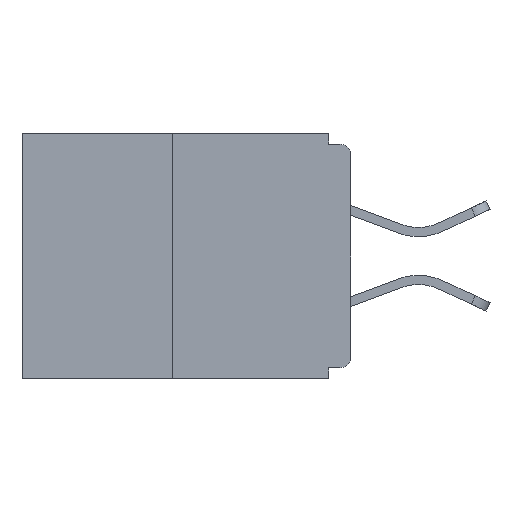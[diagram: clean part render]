
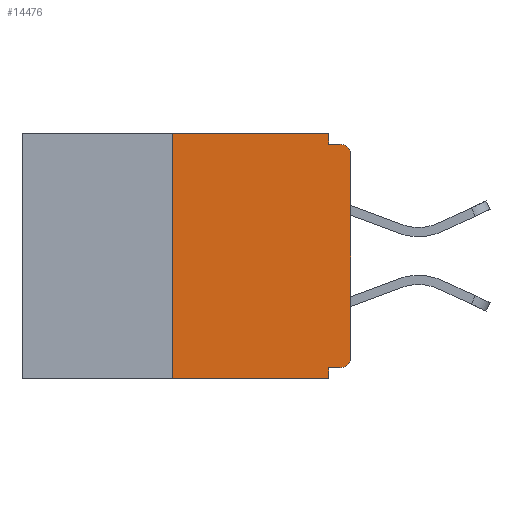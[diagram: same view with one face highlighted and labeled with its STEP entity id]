
A CAD part, left-side view. The second image highlights one B-rep face of the part: STEP entity #14476.
In plain terms, the highlighted planar face has unit normal (-1, 0, 0).
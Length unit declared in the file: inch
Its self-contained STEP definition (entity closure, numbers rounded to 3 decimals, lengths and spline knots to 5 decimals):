
#145 = CARTESIAN_POINT ( 'NONE',  ( 0., 0.031, -0.343 ) ) ;
#363 = DIRECTION ( 'NONE',  ( 0., -1., 0. ) ) ;
#506 = CARTESIAN_POINT ( 'NONE',  ( 0., 0.46, -0.343 ) ) ;
#713 = ORIENTED_EDGE ( 'NONE', *, *, #9928, .F. ) ;
#740 = ORIENTED_EDGE ( 'NONE', *, *, #3519, .F. ) ;
#860 = PLANE ( 'NONE',  #17723 ) ;
#1015 = CARTESIAN_POINT ( 'NONE',  ( 0., 0.015, -0.03 ) ) ;
#1252 = CIRCLE ( 'NONE', #7092, 0.015 ) ;
#1329 = VERTEX_POINT ( 'NONE', #6132 ) ;
#2614 = CARTESIAN_POINT ( 'NONE',  ( 0., 0.46, 0. ) ) ;
#2768 = DIRECTION ( 'NONE',  ( -1., 0., 0. ) ) ;
#2935 = CARTESIAN_POINT ( 'NONE',  ( 0., 0.25, -0.343 ) ) ;
#3071 = VERTEX_POINT ( 'NONE', #21986 ) ;
#3202 = DIRECTION ( 'NONE',  ( -1., 0., 0. ) ) ;
#3345 = CARTESIAN_POINT ( 'NONE',  ( 0., 0., -0.313 ) ) ;
#3418 = VECTOR ( 'NONE', #14199, 39.37008 ) ;
#3478 = VECTOR ( 'NONE', #22432, 39.37008 ) ;
#3519 = EDGE_CURVE ( 'NONE', #11697, #8307, #8750, .T. ) ;
#4135 = AXIS2_PLACEMENT_3D ( 'NONE', #16796, #3202, #17096 ) ;
#4637 = ORIENTED_EDGE ( 'NONE', *, *, #14897, .F. ) ;
#4809 = CARTESIAN_POINT ( 'NONE',  ( 0., 0., -0.328 ) ) ;
#5230 = ORIENTED_EDGE ( 'NONE', *, *, #5856, .T. ) ;
#5256 = VECTOR ( 'NONE', #8494, 39.37008 ) ;
#5333 = EDGE_CURVE ( 'NONE', #1329, #14989, #1252, .T. ) ;
#5856 = EDGE_CURVE ( 'NONE', #19900, #1329, #8078, .T. ) ;
#6021 = CIRCLE ( 'NONE', #4135, 0.015 ) ;
#6132 = CARTESIAN_POINT ( 'NONE',  ( 0., 0., -0.03 ) ) ;
#6279 = VECTOR ( 'NONE', #19699, 39.37008 ) ;
#6409 = DIRECTION ( 'NONE',  ( 0., 0., 1. ) ) ;
#6638 = CARTESIAN_POINT ( 'NONE',  ( 0., 0.031, -0.343 ) ) ;
#6784 = LINE ( 'NONE', #20433, #21234 ) ;
#6796 = DIRECTION ( 'NONE',  ( 0., -1., 0. ) ) ;
#6802 = CARTESIAN_POINT ( 'NONE',  ( 0., 0.015, -0.015 ) ) ;
#7092 = AXIS2_PLACEMENT_3D ( 'NONE', #1015, #2768, #13474 ) ;
#7126 = DIRECTION ( 'NONE',  ( 0., 0., -1. ) ) ;
#7516 = CARTESIAN_POINT ( 'NONE',  ( 0., 0.031, 0. ) ) ;
#7848 = VECTOR ( 'NONE', #363, 39.37008 ) ;
#7932 = LINE ( 'NONE', #145, #9591 ) ;
#8078 = LINE ( 'NONE', #10574, #3418 ) ;
#8307 = VERTEX_POINT ( 'NONE', #21760 ) ;
#8494 = DIRECTION ( 'NONE',  ( 0., 1., 0. ) ) ;
#8750 = LINE ( 'NONE', #7516, #6279 ) ;
#8774 = VECTOR ( 'NONE', #6409, 39.37008 ) ;
#8887 = CARTESIAN_POINT ( 'NONE',  ( 0., 0.031, 0. ) ) ;
#9591 = VECTOR ( 'NONE', #7126, 39.37008 ) ;
#9928 = EDGE_CURVE ( 'NONE', #3071, #11697, #6784, .T. ) ;
#9968 = VERTEX_POINT ( 'NONE', #2935 ) ;
#10071 = EDGE_CURVE ( 'NONE', #8307, #14989, #15792, .T. ) ;
#10129 = VERTEX_POINT ( 'NONE', #6638 ) ;
#10256 = CARTESIAN_POINT ( 'NONE',  ( 0., 0., -0.015 ) ) ;
#10291 = DIRECTION ( 'NONE',  ( 0., 0., -1. ) ) ;
#10574 = CARTESIAN_POINT ( 'NONE',  ( 0., 0., 0. ) ) ;
#11029 = ORIENTED_EDGE ( 'NONE', *, *, #11487, .T. ) ;
#11487 = EDGE_CURVE ( 'NONE', #9968, #10129, #11944, .T. ) ;
#11490 = CARTESIAN_POINT ( 'NONE',  ( 0., 0.25, 0. ) ) ;
#11697 = VERTEX_POINT ( 'NONE', #8887 ) ;
#11944 = LINE ( 'NONE', #506, #7848 ) ;
#12912 = LINE ( 'NONE', #4809, #5256 ) ;
#13474 = DIRECTION ( 'NONE',  ( 0., 0., -1. ) ) ;
#14199 = DIRECTION ( 'NONE',  ( 0., 0., 1. ) ) ;
#14460 = EDGE_CURVE ( 'NONE', #15682, #19900, #6021, .T. ) ;
#14476 = ADVANCED_FACE ( 'NONE', ( #22387 ), #860, .F. ) ;
#14897 = EDGE_CURVE ( 'NONE', #9968, #3071, #16140, .T. ) ;
#14975 = ORIENTED_EDGE ( 'NONE', *, *, #10071, .F. ) ;
#14989 = VERTEX_POINT ( 'NONE', #6802 ) ;
#15009 = VERTEX_POINT ( 'NONE', #17306 ) ;
#15122 = EDGE_CURVE ( 'NONE', #15009, #10129, #7932, .T. ) ;
#15431 = ORIENTED_EDGE ( 'NONE', *, *, #5333, .T. ) ;
#15682 = VERTEX_POINT ( 'NONE', #15901 ) ;
#15792 = LINE ( 'NONE', #10256, #3478 ) ;
#15901 = CARTESIAN_POINT ( 'NONE',  ( 0., 0.015, -0.328 ) ) ;
#16140 = LINE ( 'NONE', #11490, #8774 ) ;
#16796 = CARTESIAN_POINT ( 'NONE',  ( 0., 0.015, -0.313 ) ) ;
#17018 = DIRECTION ( 'NONE',  ( 1., 0., 0. ) ) ;
#17096 = DIRECTION ( 'NONE',  ( 0., 0., -1. ) ) ;
#17306 = CARTESIAN_POINT ( 'NONE',  ( 0., 0.031, -0.328 ) ) ;
#17723 = AXIS2_PLACEMENT_3D ( 'NONE', #2614, #17018, #10291 ) ;
#17934 = EDGE_LOOP ( 'NONE', ( #713, #4637, #11029, #18039, #19804, #20312, #5230, #15431, #14975, #740 ) ) ;
#18039 = ORIENTED_EDGE ( 'NONE', *, *, #15122, .F. ) ;
#19688 = EDGE_CURVE ( 'NONE', #15682, #15009, #12912, .T. ) ;
#19699 = DIRECTION ( 'NONE',  ( 0., 0., -1. ) ) ;
#19804 = ORIENTED_EDGE ( 'NONE', *, *, #19688, .F. ) ;
#19900 = VERTEX_POINT ( 'NONE', #3345 ) ;
#20312 = ORIENTED_EDGE ( 'NONE', *, *, #14460, .T. ) ;
#20433 = CARTESIAN_POINT ( 'NONE',  ( 0., 0.46, 0. ) ) ;
#21234 = VECTOR ( 'NONE', #6796, 39.37008 ) ;
#21760 = CARTESIAN_POINT ( 'NONE',  ( 0., 0.031, -0.015 ) ) ;
#21986 = CARTESIAN_POINT ( 'NONE',  ( 0., 0.25, 0. ) ) ;
#22387 = FACE_OUTER_BOUND ( 'NONE', #17934, .T. ) ;
#22432 = DIRECTION ( 'NONE',  ( 0., -1., 0. ) ) ;
